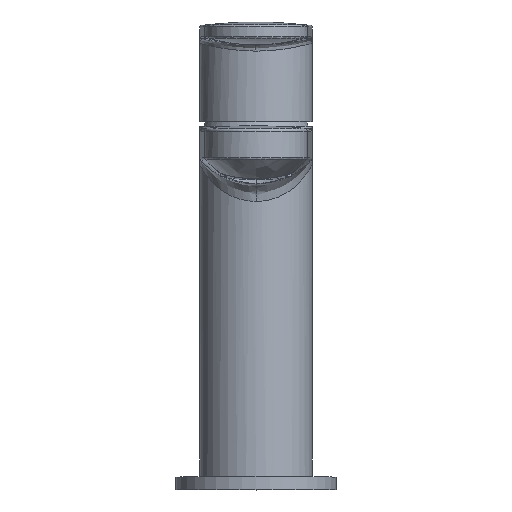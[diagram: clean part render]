
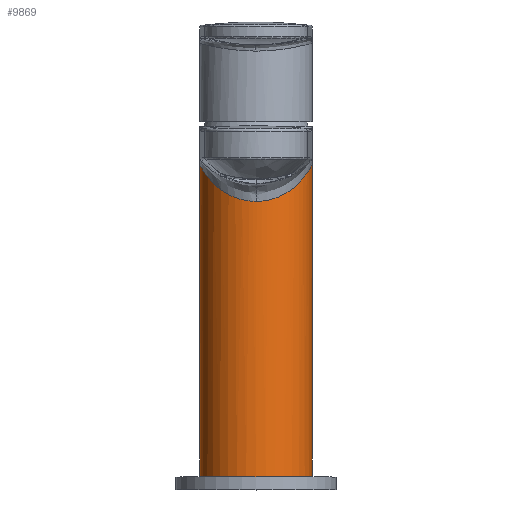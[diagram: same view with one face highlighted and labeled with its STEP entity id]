
A CAD part, top view. The second image highlights one B-rep face of the part: STEP entity #9869.
In plain terms, the highlighted cylindrical face has radius 17.5 mm (diameter 35 mm), a partial arc.
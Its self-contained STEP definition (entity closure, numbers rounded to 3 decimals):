
#1825=DIRECTION('',(0.,1.,0.));
#1826=VECTOR('',#1825,109.5);
#1827=CARTESIAN_POINT('',(17.5,0.,0.));
#1828=LINE('',#1827,#1826);
#1862=CARTESIAN_POINT('',(0.,0.,0.));
#1863=DIRECTION('',(0.,1.,0.));
#1864=DIRECTION('',(-1.,0.,0.));
#1865=AXIS2_PLACEMENT_3D('',#1862,#1863,#1864);
#1867=DIRECTION('',(0.,1.,0.));
#1868=VECTOR('',#1867,109.5);
#1869=CARTESIAN_POINT('',(-17.5,0.,0.));
#1870=LINE('',#1869,#1868);
#1871=CARTESIAN_POINT('',(0.,109.5,0.));
#1872=DIRECTION('',(0.,1.,0.));
#1873=DIRECTION('',(-1.,0.,0.));
#1874=AXIS2_PLACEMENT_3D('',#1871,#1872,#1873);
#1876=CARTESIAN_POINT('',(-17.001,109.5,4.148));
#1877=CARTESIAN_POINT('',(-17.106,109.488,3.72));
#1878=CARTESIAN_POINT('',(-17.282,109.468,2.858));
#1879=CARTESIAN_POINT('',(-17.448,109.45,1.548));
#1880=CARTESIAN_POINT('',(-17.493,109.446,
0.669));
#1881=CARTESIAN_POINT('',(-17.498,109.446,
0.229));
#1883=CARTESIAN_POINT('',(-17.498,97.324,
0.229));
#1884=CARTESIAN_POINT('',(-17.491,97.336,
0.787));
#1885=CARTESIAN_POINT('',(-17.423,97.262,1.958));
#1886=CARTESIAN_POINT('',(-17.103,96.723,3.886));
#1887=CARTESIAN_POINT('',(-16.526,95.746,5.887));
#1888=CARTESIAN_POINT('',(-15.66,94.414,7.926));
#1889=CARTESIAN_POINT('',(-14.425,92.802,10.013));
#1890=CARTESIAN_POINT('',(-12.725,90.984,12.143));
#1891=CARTESIAN_POINT('',(-10.253,89.016,14.305));
#1892=CARTESIAN_POINT('',(-7.641,87.588,15.831));
#1893=CARTESIAN_POINT('',(-5.012,86.634,16.842));
#1894=CARTESIAN_POINT('',(-2.39,86.096,17.402));
#1895=CARTESIAN_POINT('',(-0.668,85.993,
17.508));
#1896=CARTESIAN_POINT('',(0.174,86.001,17.499));
#1898=CARTESIAN_POINT('',(0.174,86.001,17.499));
#1899=CARTESIAN_POINT('',(1.011,86.009,17.491));
#1900=CARTESIAN_POINT('',(2.718,86.143,17.353));
#1901=CARTESIAN_POINT('',(5.307,86.721,16.75));
#1902=CARTESIAN_POINT('',(7.9,87.708,15.703));
#1903=CARTESIAN_POINT('',(10.476,89.169,14.14));
#1904=CARTESIAN_POINT('',(12.876,91.13,11.977));
#1905=CARTESIAN_POINT('',(14.509,92.906,9.886));
#1906=CARTESIAN_POINT('',(15.709,94.486,7.825));
#1907=CARTESIAN_POINT('',(16.551,95.787,5.813));
#1908=CARTESIAN_POINT('',(17.113,96.739,3.839));
#1909=CARTESIAN_POINT('',(17.425,97.263,1.935));
#1910=CARTESIAN_POINT('',(17.491,97.336,0.78));
#1911=CARTESIAN_POINT('',(17.498,97.324,0.229));
#1913=CARTESIAN_POINT('',(17.498,109.446,0.229));
#1914=CARTESIAN_POINT('',(17.493,109.446,0.669));
#1915=CARTESIAN_POINT('',(17.448,109.45,1.549));
#1916=CARTESIAN_POINT('',(17.282,109.468,2.86));
#1917=CARTESIAN_POINT('',(17.105,109.488,3.724));
#1918=CARTESIAN_POINT('',(17.,109.5,4.152));
#1920=CARTESIAN_POINT('',(0.,109.5,0.));
#1921=DIRECTION('',(0.,1.,0.));
#1922=DIRECTION('',(0.971,0.,0.237));
#1923=AXIS2_PLACEMENT_3D('',#1920,#1921,#1922);
#1941=CARTESIAN_POINT('',(-17.498,109.446,
0.229));
#2026=CARTESIAN_POINT('',(17.498,109.446,0.229));
#2033=DIRECTION('',(0.,-1.,0.));
#2034=VECTOR('',#2033,12.122);
#2035=CARTESIAN_POINT('',(17.498,109.446,0.229));
#2036=LINE('',#2035,#2034);
#2291=CARTESIAN_POINT('',(-17.498,97.324,
0.229));
#2298=CARTESIAN_POINT('',(17.498,97.324,0.229));
#2333=DIRECTION('',(0.,1.,0.));
#2334=VECTOR('',#2333,12.122);
#2335=CARTESIAN_POINT('',(-17.498,97.324,
0.229));
#2336=LINE('',#2335,#2334);
#5063=CARTESIAN_POINT('',(0.174,86.001,17.499));
#5065=VERTEX_POINT('',#5063);
#5067=VERTEX_POINT('',#1941);
#5068=VERTEX_POINT('',#2026);
#5069=VERTEX_POINT('',#2291);
#5070=VERTEX_POINT('',#2298);
#5072=CARTESIAN_POINT('',(17.5,109.5,0.));
#5073=CARTESIAN_POINT('',(-17.5,109.5,0.));
#5074=VERTEX_POINT('',#5072);
#5075=VERTEX_POINT('',#5073);
#5076=CARTESIAN_POINT('',(-17.001,109.5,4.148));
#5077=VERTEX_POINT('',#5076);
#5078=CARTESIAN_POINT('',(17.,109.5,4.152));
#5079=VERTEX_POINT('',#5078);
#5678=CARTESIAN_POINT('',(17.5,0.,0.));
#5679=CARTESIAN_POINT('',(-17.5,0.,0.));
#5680=VERTEX_POINT('',#5678);
#5681=VERTEX_POINT('',#5679);
#9845=CARTESIAN_POINT('',(0.,-1.5,0.));
#9846=DIRECTION('',(0.,1.,0.));
#9847=DIRECTION('',(1.,0.,0.));
#9848=AXIS2_PLACEMENT_3D('',#9845,#9846,#9847);
#9849=CYLINDRICAL_SURFACE('',#9848,17.5);
#9850=ORIENTED_EDGE('',*,*,#9774,.F.);
#9851=ORIENTED_EDGE('',*,*,#9745,.T.);
#9852=ORIENTED_EDGE('',*,*,#9713,.T.);
#9854=ORIENTED_EDGE('',*,*,#9853,.T.);
#9856=ORIENTED_EDGE('',*,*,#9855,.F.);
#9858=ORIENTED_EDGE('',*,*,#9857,.T.);
#9860=ORIENTED_EDGE('',*,*,#9859,.T.);
#9862=ORIENTED_EDGE('',*,*,#9861,.F.);
#9864=ORIENTED_EDGE('',*,*,#9863,.T.);
#9865=ORIENTED_EDGE('',*,*,#9705,.T.);
#9866=ORIENTED_EDGE('',*,*,#9742,.F.);
#9867=EDGE_LOOP('',(#9850,#9851,#9852,#9854,#9856,#9858,#9860,#9862,#9864,#9865,
#9866));
#9868=FACE_OUTER_BOUND('',#9867,.F.);
#9869=ADVANCED_FACE('',(#9868),#9849,.T.);
#1866=CIRCLE('',#1865,17.5);
#1875=CIRCLE('',#1874,17.5);
#1882=B_SPLINE_CURVE_WITH_KNOTS('',3,(#1876,#1877,#1878,#1879,#1880,#1881),
.UNSPECIFIED.,.F.,.F.,(4,1,1,4),(0.,0.333,0.667,1.),
.UNSPECIFIED.);
#1897=B_SPLINE_CURVE_WITH_KNOTS('',3,(#1883,#1884,#1885,#1886,#1887,#1888,#1889,
#1890,#1891,#1892,#1893,#1894,#1895,#1896),.UNSPECIFIED.,.F.,.F.,(4,1,1,1,1,1,1,
1,1,1,1,4),(0.,0.091,0.182,0.273,
0.364,0.455,0.545,0.636,
0.727,0.818,0.909,1.),.UNSPECIFIED.);
#1912=B_SPLINE_CURVE_WITH_KNOTS('',3,(#1898,#1899,#1900,#1901,#1902,#1903,#1904,
#1905,#1906,#1907,#1908,#1909,#1910,#1911),.UNSPECIFIED.,.F.,.F.,(4,1,1,1,1,1,1,
1,1,1,1,4),(0.,0.091,0.182,0.273,
0.364,0.455,0.545,0.636,
0.727,0.818,0.909,1.),.UNSPECIFIED.);
#1919=B_SPLINE_CURVE_WITH_KNOTS('',3,(#1913,#1914,#1915,#1916,#1917,#1918),
.UNSPECIFIED.,.F.,.F.,(4,1,1,4),(0.,0.333,0.667,1.),
.UNSPECIFIED.);
#1924=CIRCLE('',#1923,17.5);
#9705=EDGE_CURVE('',#5079,#5074,#1924,.T.);
#9713=EDGE_CURVE('',#5075,#5077,#1875,.T.);
#9742=EDGE_CURVE('',#5680,#5074,#1828,.T.);
#9745=EDGE_CURVE('',#5681,#5075,#1870,.T.);
#9774=EDGE_CURVE('',#5681,#5680,#1866,.T.);
#9853=EDGE_CURVE('',#5077,#5067,#1882,.T.);
#9855=EDGE_CURVE('',#5069,#5067,#2336,.T.);
#9857=EDGE_CURVE('',#5069,#5065,#1897,.T.);
#9859=EDGE_CURVE('',#5065,#5070,#1912,.T.);
#9861=EDGE_CURVE('',#5068,#5070,#2036,.T.);
#9863=EDGE_CURVE('',#5068,#5079,#1919,.T.);
